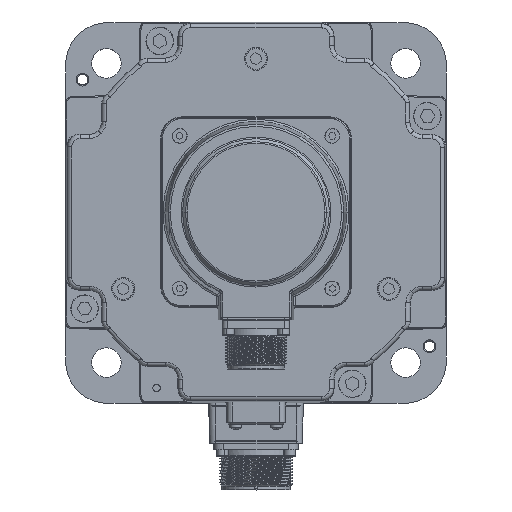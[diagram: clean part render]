
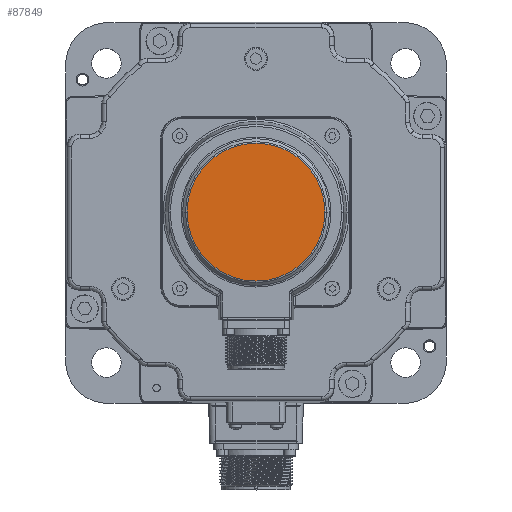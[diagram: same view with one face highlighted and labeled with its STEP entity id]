
A CAD part, top view. The second image highlights one B-rep face of the part: STEP entity #87849.
In plain terms, the highlighted planar face has unit normal (0, 0, 1).
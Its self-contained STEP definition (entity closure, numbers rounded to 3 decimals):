
#6622 = DIRECTION ( 'NONE',  ( 0., 0., 1. ) ) ;
#7533 = EDGE_LOOP ( 'NONE', ( #136703, #27073 ) ) ;
#19011 = CIRCLE ( 'NONE', #58877, 32.586 ) ;
#27073 = ORIENTED_EDGE ( 'NONE', *, *, #89862, .T. ) ;
#33055 = CIRCLE ( 'NONE', #54381, 32.586 ) ;
#34416 = CARTESIAN_POINT ( 'NONE',  ( 32.586, 0., 90.7 ) ) ;
#54381 = AXIS2_PLACEMENT_3D ( 'NONE', #148357, #6622, #59146 ) ;
#57413 = VERTEX_POINT ( 'NONE', #34416 ) ;
#58697 = CARTESIAN_POINT ( 'NONE',  ( -32.586, 0., 90.7 ) ) ;
#58877 = AXIS2_PLACEMENT_3D ( 'NONE', #127523, #100817, #104967 ) ;
#59146 = DIRECTION ( 'NONE',  ( -1., 0., 0. ) ) ;
#71533 = AXIS2_PLACEMENT_3D ( 'NONE', #136006, #100097, #88453 ) ;
#76546 = EDGE_CURVE ( 'NONE', #152976, #57413, #33055, .T. ) ;
#87849 = ADVANCED_FACE ( 'NONE', ( #150176 ), #164376, .T. ) ;
#88453 = DIRECTION ( 'NONE',  ( -1., 0., 0. ) ) ;
#89862 = EDGE_CURVE ( 'NONE', #57413, #152976, #19011, .T. ) ;
#100097 = DIRECTION ( 'NONE',  ( 0., 0., 1. ) ) ;
#100817 = DIRECTION ( 'NONE',  ( 0., 0., 1. ) ) ;
#104967 = DIRECTION ( 'NONE',  ( -1., 0., 0. ) ) ;
#127523 = CARTESIAN_POINT ( 'NONE',  ( 0., 0., 90.7 ) ) ;
#136006 = CARTESIAN_POINT ( 'NONE',  ( 0., 0., 90.7 ) ) ;
#136703 = ORIENTED_EDGE ( 'NONE', *, *, #76546, .T. ) ;
#148357 = CARTESIAN_POINT ( 'NONE',  ( 0., 0., 90.7 ) ) ;
#150176 = FACE_OUTER_BOUND ( 'NONE', #7533, .T. ) ;
#152976 = VERTEX_POINT ( 'NONE', #58697 ) ;
#164376 = PLANE ( 'NONE',  #71533 ) ;
